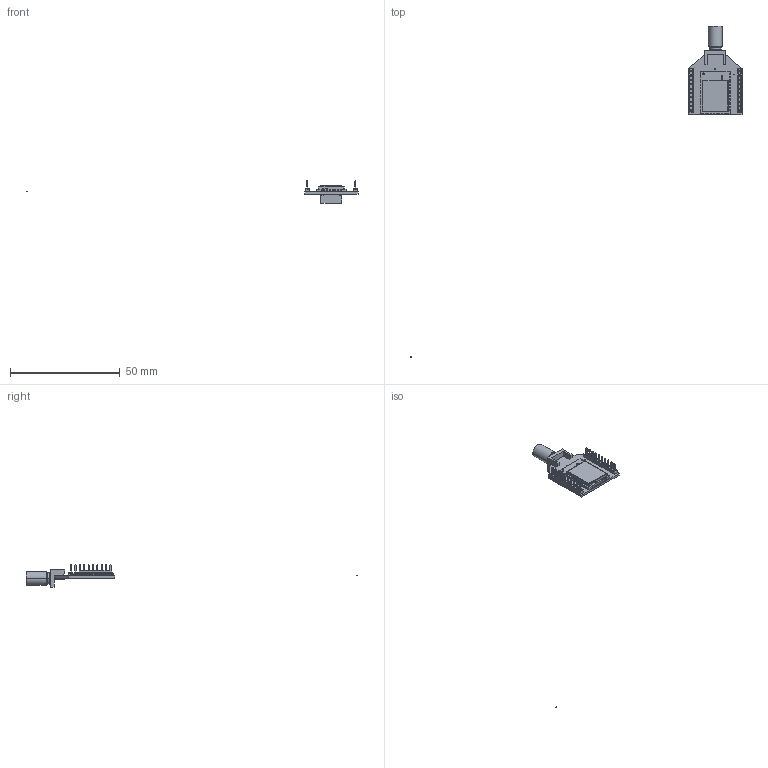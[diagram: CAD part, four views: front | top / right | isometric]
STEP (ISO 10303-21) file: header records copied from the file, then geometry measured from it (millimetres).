
FILE_DESCRIPTION (( 'STEP AP214' ), '1' );
FILE_NAME ('55001998-02-PRT.STEP', '2022-11-30T21:07:20', ( 'Digi User' ), ( 'Digi International' ), 'SwSTEP 2.0', 'SolidWorks 2020', '' );
FILE_SCHEMA (( 'AUTOMOTIVE_DESIGN' ));
Length unit declared in the file: millimetre
Products named in the file (33): User Library-Resistors0201.step; 55001924-08; _TMM-110-01-T-S_pins2; _TMM-110-01-T-S_pins1; User Library-Resistors0201_2; 60001461-01_A.step; TMM-110-01-T-S; User Library-Resistors0201.step_2; User Library-CapacitorCap0201.step; R4_2; L5.step; P1_5; User Library-Resistors0201; 18000354; User Library-Resistors0201_3; H1.step; 55001998-02 base board; Board.step; R1_2; Board_4; _TMM-110-01-T-S_body; 55001924-08.step; 0201 Ferrite bead.step; P2_3; R2.step; C2.step; Open CASCADE STEP translator 7.5 2.1.1.step; 55001998-02-PRT; User Library-Resistors0201.step_3; Open CASCADE STEP translator 7.5 4.1.1
Assembly tree (37 placements, depth 6):
  55001998-02-PRT
    55001998-02 base board
      Board_4
        Open CASCADE STEP translator 7.5 4.1.1
      R4_2
        User Library-Resistors0201
        User Library-Resistors0201_3
        User Library-Resistors0201_2
      R1_2
        User Library-Resistors0201
        User Library-Resistors0201_3
        User Library-Resistors0201_2
      P1_5
        TMM-110-01-T-S
          _TMM-110-01-T-S_body
          _TMM-110-01-T-S_pins1
          _TMM-110-01-T-S_pins2
      P2_3
        TMM-110-01-T-S
          _TMM-110-01-T-S_body
          _TMM-110-01-T-S_pins1
          _TMM-110-01-T-S_pins2
    55001924-08
      55001924-08.step
        Board.step
          Open CASCADE STEP translator 7.5 2.1.1.step
        L5.step
          0201 Ferrite bead.step
        C2.step
          User Library-CapacitorCap0201.step
        R2.step
          User Library-Resistors0201.step
            User Library-Resistors0201.step_3
            User Library-Resistors0201.step_2
            User Library-Resistors0201.step
        H1.step
          60001461-01_A.step
    18000354
Bounding box: 151.57 x 151.22 x 10.16 mm (x, y, z)
Volume: 1477.3 mm3; surface area: 3894.6 mm2
Topology: 21 solids, 21 shells, 858 faces, 2084 edges, 1288 vertices
Faces by surface type: plane 594, cylinder 178, bspline 80, cone 6
Entity records: 24664 total; most frequent: CARTESIAN_POINT 4413, ORIENTED_EDGE 3168, DIRECTION 3132, EDGE_CURVE 1584, LINE 1178, VECTOR 1178, VERTEX_POINT 1000, AXIS2_PLACEMENT_3D 977
